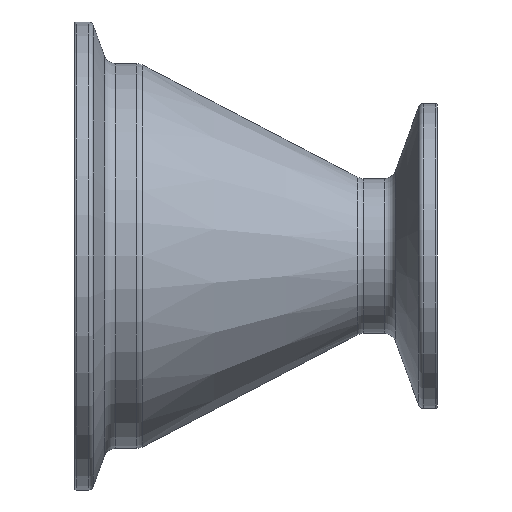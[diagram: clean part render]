
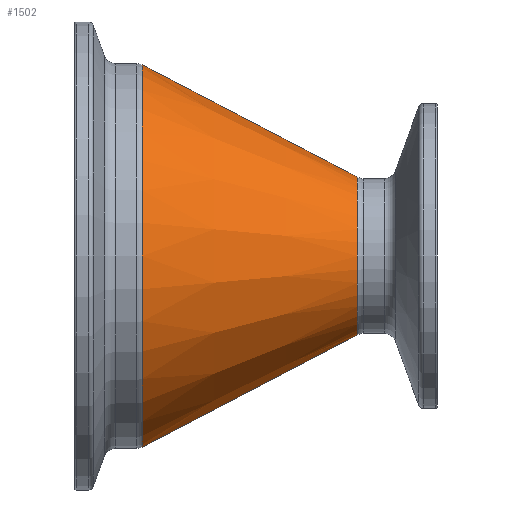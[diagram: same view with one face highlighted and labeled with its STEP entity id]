
A CAD part, front view. The second image highlights one B-rep face of the part: STEP entity #1502.
In plain terms, the highlighted conical face has half-angle 27.565 degrees and reference radius 13.052 mm.
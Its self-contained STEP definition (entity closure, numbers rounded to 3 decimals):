
#30 = AXIS2_PLACEMENT_3D ( 'NONE', #1702, #118, #133 ) ;
#112 = VECTOR ( 'NONE', #493, 1000. ) ;
#118 = DIRECTION ( 'NONE',  ( -1., 0., 0. ) ) ;
#132 = ORIENTED_EDGE ( 'NONE', *, *, #1026, .T. ) ;
#133 = DIRECTION ( 'NONE',  ( 0., 0., 1. ) ) ;
#169 = ORIENTED_EDGE ( 'NONE', *, *, #1402, .T. ) ;
#183 = DIRECTION ( 'NONE',  ( 0., 0., 1. ) ) ;
#242 = CARTESIAN_POINT ( 'NONE',  ( 11.178, 0., -31.648 ) ) ;
#245 = CARTESIAN_POINT ( 'NONE',  ( 46.802, 0., -13.052 ) ) ;
#250 = EDGE_CURVE ( 'NONE', #1230, #1559, #1650, .T. ) ;
#259 = AXIS2_PLACEMENT_3D ( 'NONE', #847, #1504, #183 ) ;
#291 = DIRECTION ( 'NONE',  ( 0., 0., 1. ) ) ;
#491 = CARTESIAN_POINT ( 'NONE',  ( 46.802, 0., 13.052 ) ) ;
#493 = DIRECTION ( 'NONE',  ( -0.886, 0., 0.463 ) ) ;
#524 = CARTESIAN_POINT ( 'NONE',  ( 11.178, 0., 31.648 ) ) ;
#530 = VECTOR ( 'NONE', #1561, 1000. ) ;
#847 = CARTESIAN_POINT ( 'NONE',  ( 46.802, 0., 0. ) ) ;
#897 = EDGE_CURVE ( 'NONE', #1529, #1230, #1175, .T. ) ;
#971 = CONICAL_SURFACE ( 'NONE', #30, 13.052, 0.481 ) ;
#1026 = EDGE_CURVE ( 'NONE', #1529, #1194, #1090, .T. ) ;
#1041 = CARTESIAN_POINT ( 'NONE',  ( 46.802, 0., -13.052 ) ) ;
#1068 = CARTESIAN_POINT ( 'NONE',  ( 11.178, 0., 0. ) ) ;
#1090 = CIRCLE ( 'NONE', #259, 13.052 ) ;
#1175 = LINE ( 'NONE', #1041, #530 ) ;
#1194 = VERTEX_POINT ( 'NONE', #491 ) ;
#1230 = VERTEX_POINT ( 'NONE', #242 ) ;
#1240 = AXIS2_PLACEMENT_3D ( 'NONE', #1068, #1617, #291 ) ;
#1364 = ORIENTED_EDGE ( 'NONE', *, *, #250, .F. ) ;
#1402 = EDGE_CURVE ( 'NONE', #1194, #1559, #1646, .T. ) ;
#1502 = ADVANCED_FACE ( 'NONE', ( #1560 ), #971, .T. ) ;
#1504 = DIRECTION ( 'NONE',  ( -1., 0., 0. ) ) ;
#1529 = VERTEX_POINT ( 'NONE', #245 ) ;
#1537 = CARTESIAN_POINT ( 'NONE',  ( 46.802, 0., 13.052 ) ) ;
#1559 = VERTEX_POINT ( 'NONE', #524 ) ;
#1560 = FACE_OUTER_BOUND ( 'NONE', #1605, .T. ) ;
#1561 = DIRECTION ( 'NONE',  ( -0.886, 0., -0.463 ) ) ;
#1605 = EDGE_LOOP ( 'NONE', ( #1636, #132, #169, #1364 ) ) ;
#1617 = DIRECTION ( 'NONE',  ( -1., 0., 0. ) ) ;
#1636 = ORIENTED_EDGE ( 'NONE', *, *, #897, .F. ) ;
#1646 = LINE ( 'NONE', #1537, #112 ) ;
#1650 = CIRCLE ( 'NONE', #1240, 31.648 ) ;
#1702 = CARTESIAN_POINT ( 'NONE',  ( 46.802, 0., 0. ) ) ;
